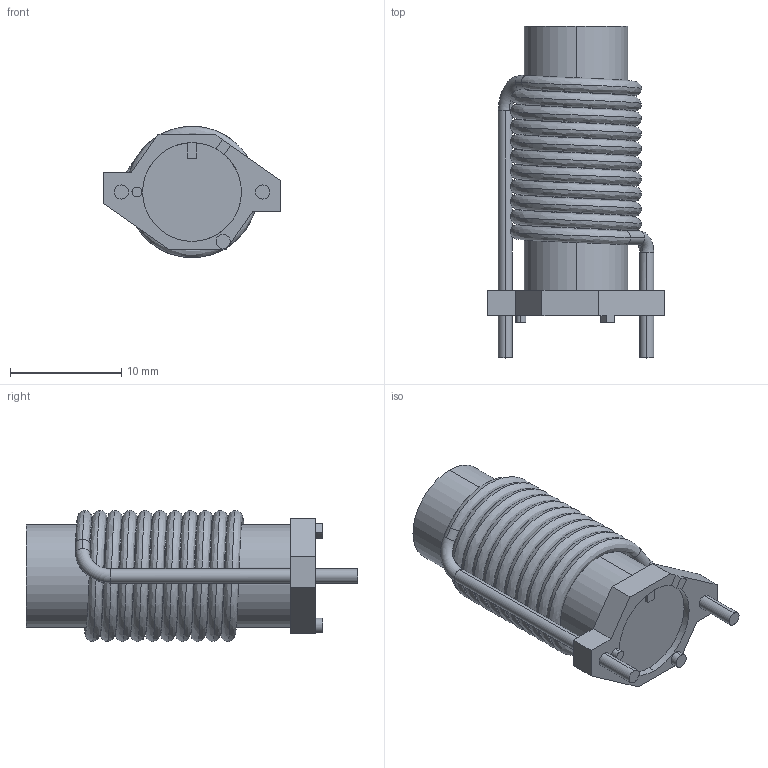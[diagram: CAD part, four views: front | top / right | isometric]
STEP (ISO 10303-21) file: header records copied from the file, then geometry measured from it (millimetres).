
FILE_DESCRIPTION (( 'STEP AP214' ), '1' );
FILE_NAME ('FIRCH-1.STEP', '2021-06-25T05:43:25', ( '' ), ( '' ), 'SwSTEP 2.0', 'SolidWorks 2017', '' );
FILE_SCHEMA (( 'AUTOMOTIVE_DESIGN' ));
Length unit declared in the file: inch
Products named in the file (1): FIRCH-1
Bounding box: 16 x 29.84 x 11.81 mm (x, y, z)
Volume: 2310.6 mm3; surface area: 2580 mm2
Topology: 4 solids, 4 shells, 59 faces, 177 edges, 117 vertices
Faces by surface type: plane 29, cylinder 24, torus 4, bspline 2
Entity records: 5092 total; most frequent: CARTESIAN_POINT 3415, ORIENTED_EDGE 354, DIRECTION 318, EDGE_CURVE 177, AXIS2_PLACEMENT_3D 122, VERTEX_POINT 117, VECTOR 74, EDGE_LOOP 74
